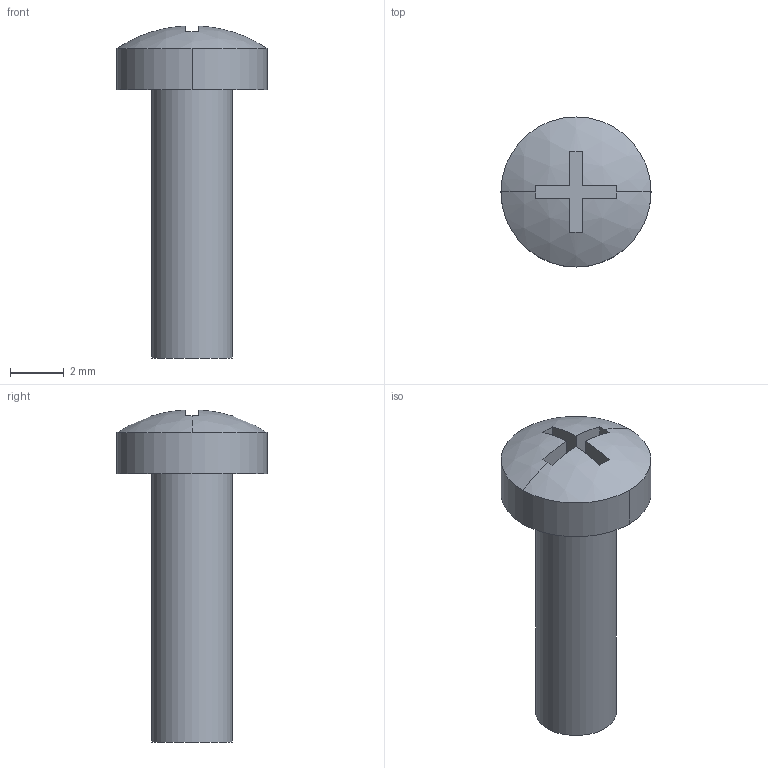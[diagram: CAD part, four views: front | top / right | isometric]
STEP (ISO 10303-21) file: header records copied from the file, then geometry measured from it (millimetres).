
FILE_DESCRIPTION(('FreeCAD Model'),'2;1');
FILE_NAME('screw_top_long.stp', '2013-06-04T00:49:37',('FreeCAD'),('FreeCAD'), 'Open CASCADE STEP processor 6.5','FreeCAD','Unknown');
FILE_SCHEMA(('AUTOMOTIVE_DESIGN_CC2 { 1 2 10303 214 -1 1 5 4 }'));
Length unit declared in the file: millimetre
Products named in the file (1): Screw_Top_Long
Bounding box: 5.6 x 5.6 x 12.39 mm (x, y, z)
Volume: 115.1 mm3; surface area: 192.5 mm2
Topology: 1 solids, 1 shells, 20 faces, 51 edges, 34 vertices
Faces by surface type: plane 15, cylinder 3, sphere 2
Full cylindrical faces by diameter (mm): 3.002 x1
Entity records: 1859 total; most frequent: CARTESIAN_POINT 864, DIRECTION 175, ORIENTED_EDGE 102, PCURVE 102, DEFINITIONAL_REPRESENTATION 102, LINE 79, VECTOR 79, EDGE_CURVE 51
